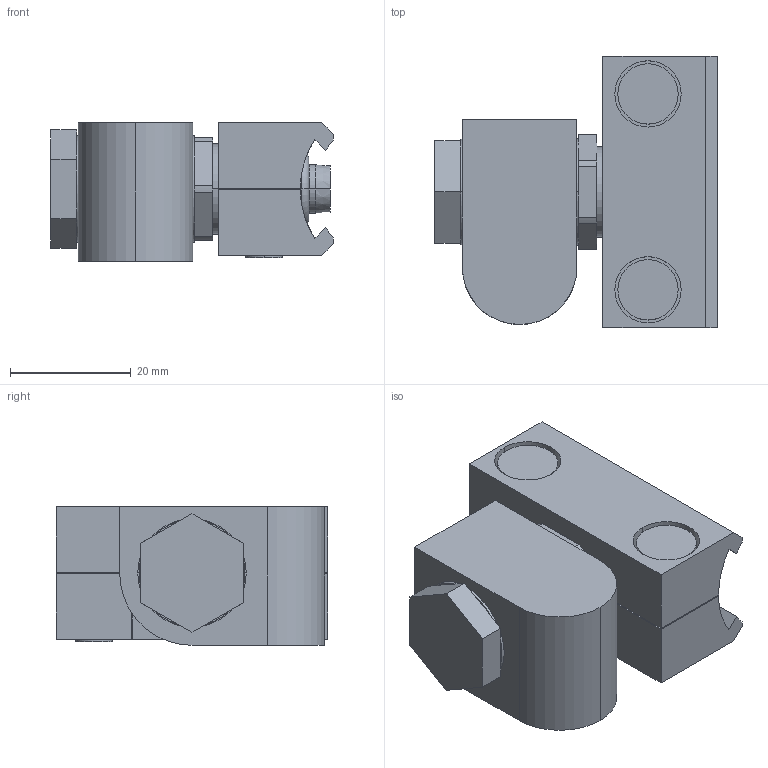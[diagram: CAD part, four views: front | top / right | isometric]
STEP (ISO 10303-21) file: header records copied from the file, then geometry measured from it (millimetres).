
FILE_DESCRIPTION (( 'STEP AP203' ), '1' );
FILE_NAME ('10.01.49.00046.step', '2022-11-07T19:12:08', ( '' ), ( '' ), 'SwSTEP 2.0', 'SolidWorks 2021', '' );
FILE_SCHEMA (( 'CONFIG_CONTROL_DESIGN' ));
Length unit declared in the file: millimetre
Products named in the file (1): 10.01.49.00046
Bounding box: 46.9 x 45 x 23 mm (x, y, z)
Volume: 28381.4 mm3; surface area: 17422.9 mm2
Topology: 9 solids, 9 shells, 163 faces, 374 edges, 239 vertices
Faces by surface type: plane 85, cylinder 64, cone 10, torus 4
Entity records: 4984 total; most frequent: CARTESIAN_POINT 1078, DIRECTION 846, ORIENTED_EDGE 744, EDGE_CURVE 372, AXIS2_PLACEMENT_3D 318, VERTEX_POINT 239, VECTOR 210, LINE 210
